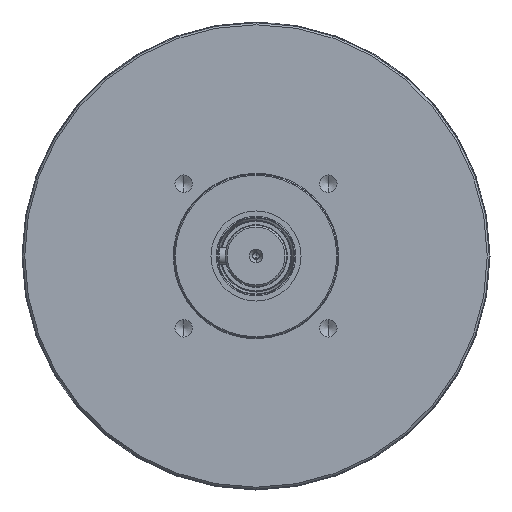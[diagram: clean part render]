
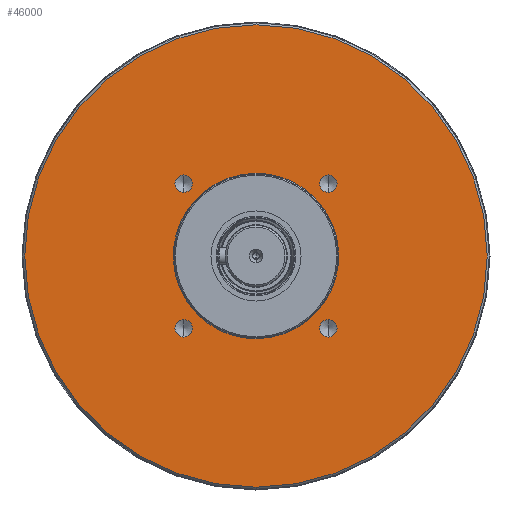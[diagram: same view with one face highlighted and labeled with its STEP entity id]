
A CAD part, left-side view. The second image highlights one B-rep face of the part: STEP entity #46000.
In plain terms, the highlighted planar face has unit normal (-1, 0, 0).
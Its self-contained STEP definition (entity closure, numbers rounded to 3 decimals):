
#545 = VERTEX_POINT ( 'NONE', #35971 ) ;
#615 = CIRCLE ( 'NONE', #28880, 113. ) ;
#631 = DIRECTION ( 'NONE',  ( 0., 0., -1. ) ) ;
#653 = EDGE_CURVE ( 'NONE', #22360, #17119, #13993, .T. ) ;
#1578 = PLANE ( 'NONE',  #22530 ) ;
#1599 = ORIENTED_EDGE ( 'NONE', *, *, #653, .F. ) ;
#1664 = ORIENTED_EDGE ( 'NONE', *, *, #40078, .F. ) ;
#2133 = EDGE_CURVE ( 'NONE', #17119, #22360, #14599, .T. ) ;
#2250 = VERTEX_POINT ( 'NONE', #27339 ) ;
#2282 = CARTESIAN_POINT ( 'NONE',  ( 0., 35.355, -31.105 ) ) ;
#3025 = CARTESIAN_POINT ( 'NONE',  ( 0., -35.355, 35.355 ) ) ;
#3535 = ORIENTED_EDGE ( 'NONE', *, *, #19570, .F. ) ;
#4094 = CARTESIAN_POINT ( 'NONE',  ( 0., 0., 40.4 ) ) ;
#4255 = EDGE_LOOP ( 'NONE', ( #42669, #22379 ) ) ;
#4609 = EDGE_CURVE ( 'NONE', #10536, #9336, #39062, .T. ) ;
#5843 = FACE_BOUND ( 'NONE', #34131, .T. ) ;
#5856 = DIRECTION ( 'NONE',  ( 0., 0., 1. ) ) ;
#5982 = CIRCLE ( 'NONE', #45523, 4.25 ) ;
#6189 = ORIENTED_EDGE ( 'NONE', *, *, #39203, .F. ) ;
#6294 = ORIENTED_EDGE ( 'NONE', *, *, #4609, .F. ) ;
#6334 = FACE_BOUND ( 'NONE', #10814, .T. ) ;
#6608 = CARTESIAN_POINT ( 'NONE',  ( 0., 35.355, 35.355 ) ) ;
#7616 = DIRECTION ( 'NONE',  ( -1., 0., 0. ) ) ;
#7693 = DIRECTION ( 'NONE',  ( 1., 0., 0. ) ) ;
#7959 = VERTEX_POINT ( 'NONE', #43749 ) ;
#7983 = VERTEX_POINT ( 'NONE', #40447 ) ;
#8039 = EDGE_CURVE ( 'NONE', #43794, #7983, #14508, .T. ) ;
#8846 = AXIS2_PLACEMENT_3D ( 'NONE', #3025, #33127, #30071 ) ;
#9138 = DIRECTION ( 'NONE',  ( 0., 0., -1. ) ) ;
#9336 = VERTEX_POINT ( 'NONE', #22541 ) ;
#10536 = VERTEX_POINT ( 'NONE', #4094 ) ;
#10650 = DIRECTION ( 'NONE',  ( -1., 0., 0. ) ) ;
#10814 = EDGE_LOOP ( 'NONE', ( #19563, #6189 ) ) ;
#10912 = DIRECTION ( 'NONE',  ( 0., 0., 1. ) ) ;
#11450 = DIRECTION ( 'NONE',  ( 0., 0., 1. ) ) ;
#12513 = AXIS2_PLACEMENT_3D ( 'NONE', #45328, #25397, #29444 ) ;
#12772 = CIRCLE ( 'NONE', #24906, 4.25 ) ;
#12809 = AXIS2_PLACEMENT_3D ( 'NONE', #29493, #37054, #11450 ) ;
#13103 = CARTESIAN_POINT ( 'NONE',  ( 0., 80.8, 40.4 ) ) ;
#13993 = CIRCLE ( 'NONE', #16426, 4.25 ) ;
#14219 = EDGE_CURVE ( 'NONE', #7983, #43794, #32448, .T. ) ;
#14508 = CIRCLE ( 'NONE', #8846, 4.25 ) ;
#14599 = CIRCLE ( 'NONE', #24323, 4.25 ) ;
#15747 = CARTESIAN_POINT ( 'NONE',  ( 0., -35.355, 31.105 ) ) ;
#16426 = AXIS2_PLACEMENT_3D ( 'NONE', #6608, #10650, #41477 ) ;
#16997 = EDGE_CURVE ( 'NONE', #9336, #10536, #45560, .T. ) ;
#17119 = VERTEX_POINT ( 'NONE', #41836 ) ;
#18343 = CARTESIAN_POINT ( 'NONE',  ( 0., 0., -40.4 ) ) ;
#18593 = ORIENTED_EDGE ( 'NONE', *, *, #16997, .F. ) ;
#19563 = ORIENTED_EDGE ( 'NONE', *, *, #20825, .F. ) ;
#19570 = EDGE_CURVE ( 'NONE', #545, #7959, #34298, .T. ) ;
#19613 = ORIENTED_EDGE ( 'NONE', *, *, #43326, .F. ) ;
#20825 = EDGE_CURVE ( 'NONE', #22532, #37643, #5982, .T. ) ;
#21260 = AXIS2_PLACEMENT_3D ( 'NONE', #34341, #26747, #27509 ) ;
#21273 = DIRECTION ( 'NONE',  ( 1., 0., 0. ) ) ;
#21287 = DIRECTION ( 'NONE',  ( -1., 0., 0. ) ) ;
#22360 = VERTEX_POINT ( 'NONE', #39434 ) ;
#22379 = ORIENTED_EDGE ( 'NONE', *, *, #8039, .F. ) ;
#22530 = AXIS2_PLACEMENT_3D ( 'NONE', #37161, #21273, #9138 ) ;
#22532 = VERTEX_POINT ( 'NONE', #2282 ) ;
#22541 = CARTESIAN_POINT ( 'NONE',  ( 0., 0., -40.4 ) ) ;
#23287 = ORIENTED_EDGE ( 'NONE', *, *, #2133, .F. ) ;
#24323 = AXIS2_PLACEMENT_3D ( 'NONE', #30624, #41485, #10912 ) ;
#24571 = FACE_BOUND ( 'NONE', #4255, .T. ) ;
#24906 = AXIS2_PLACEMENT_3D ( 'NONE', #40474, #33149, #5856 ) ;
#25227 = CARTESIAN_POINT ( 'NONE',  ( 0., 0., 40.4 ) ) ;
#25397 = DIRECTION ( 'NONE',  ( -1., 0., 0. ) ) ;
#25933 = CARTESIAN_POINT ( 'NONE',  ( 0., 0., 40.4 ) ) ;
#26187 = CARTESIAN_POINT ( 'NONE',  ( 0., -80.8, -40.4 ) ) ;
#26747 = DIRECTION ( 'NONE',  ( 1., 0., 0. ) ) ;
#27095 = DIRECTION ( 'NONE',  ( 0., 0., 1. ) ) ;
#27339 = CARTESIAN_POINT ( 'NONE',  ( 0., 0., 113. ) ) ;
#27509 = DIRECTION ( 'NONE',  ( 0., 0., -1. ) ) ;
#27616 = AXIS2_PLACEMENT_3D ( 'NONE', #34176, #7616, #27095 ) ;
#28123 = DIRECTION ( 'NONE',  ( 0., 0., 1. ) ) ;
#28862 = FACE_BOUND ( 'NONE', #28963, .T. ) ;
#28880 = AXIS2_PLACEMENT_3D ( 'NONE', #35251, #7693, #631 ) ;
#28963 = EDGE_LOOP ( 'NONE', ( #1664, #3535 ) ) ;
#29362 = FACE_OUTER_BOUND ( 'NONE', #40652, .T. ) ;
#29444 = DIRECTION ( 'NONE',  ( 0., 0., 1. ) ) ;
#29493 = CARTESIAN_POINT ( 'NONE',  ( 0., -35.355, -35.355 ) ) ;
#29813 = EDGE_CURVE ( 'NONE', #2250, #39073, #31721, .T. ) ;
#30071 = DIRECTION ( 'NONE',  ( 0., 0., 1. ) ) ;
#30624 = CARTESIAN_POINT ( 'NONE',  ( 0., 35.355, 35.355 ) ) ;
#31721 = CIRCLE ( 'NONE', #21260, 113. ) ;
#32390 = FACE_BOUND ( 'NONE', #36081, .T. ) ;
#32448 = CIRCLE ( 'NONE', #27616, 4.25 ) ;
#33127 = DIRECTION ( 'NONE',  ( -1., 0., 0. ) ) ;
#33149 = DIRECTION ( 'NONE',  ( -1., 0., 0. ) ) ;
#33282 = CARTESIAN_POINT ( 'NONE',  ( 0., -80.8, 40.4 ) ) ;
#34131 = EDGE_LOOP ( 'NONE', ( #1599, #23287 ) ) ;
#34176 = CARTESIAN_POINT ( 'NONE',  ( 0., -35.355, 35.355 ) ) ;
#34298 = CIRCLE ( 'NONE', #12513, 4.25 ) ;
#34341 = CARTESIAN_POINT ( 'NONE',  ( 0., 0., 0. ) ) ;
#34596 = CIRCLE ( 'NONE', #12809, 4.25 ) ;
#35251 = CARTESIAN_POINT ( 'NONE',  ( 0., 0., 0. ) ) ;
#35262 = ORIENTED_EDGE ( 'NONE', *, *, #29813, .F. ) ;
#35306 = CARTESIAN_POINT ( 'NONE',  ( 0., 35.355, -39.605 ) ) ;
#35971 = CARTESIAN_POINT ( 'NONE',  ( 0., -35.355, -39.605 ) ) ;
#36081 = EDGE_LOOP ( 'NONE', ( #18593, #6294 ) ) ;
#36194 = CARTESIAN_POINT ( 'NONE',  ( 0., 0., -113. ) ) ;
#37054 = DIRECTION ( 'NONE',  ( -1., 0., 0. ) ) ;
#37161 = CARTESIAN_POINT ( 'NONE',  ( 0., 113., 0. ) ) ;
#37643 = VERTEX_POINT ( 'NONE', #35306 ) ;
#39062 =( BOUNDED_CURVE ( )  B_SPLINE_CURVE ( 3, ( #25227, #13103, #40636, #40132 ),
 .UNSPECIFIED., .F., .T. ) 
 B_SPLINE_CURVE_WITH_KNOTS ( ( 4, 4 ),
 ( 0., 1. ),
 .UNSPECIFIED. ) 
 CURVE ( )  GEOMETRIC_REPRESENTATION_ITEM ( )  RATIONAL_B_SPLINE_CURVE ( ( 1., 0.333, 0.333, 1. ) ) 
 REPRESENTATION_ITEM ( '' )  );
#39073 = VERTEX_POINT ( 'NONE', #36194 ) ;
#39203 = EDGE_CURVE ( 'NONE', #37643, #22532, #12772, .T. ) ;
#39434 = CARTESIAN_POINT ( 'NONE',  ( 0., 35.355, 39.605 ) ) ;
#40078 = EDGE_CURVE ( 'NONE', #7959, #545, #34596, .T. ) ;
#40132 = CARTESIAN_POINT ( 'NONE',  ( 0., 0., -40.4 ) ) ;
#40447 = CARTESIAN_POINT ( 'NONE',  ( 0., -35.355, 39.605 ) ) ;
#40474 = CARTESIAN_POINT ( 'NONE',  ( 0., 35.355, -35.355 ) ) ;
#40636 = CARTESIAN_POINT ( 'NONE',  ( 0., 80.8, -40.4 ) ) ;
#40652 = EDGE_LOOP ( 'NONE', ( #19613, #35262 ) ) ;
#41477 = DIRECTION ( 'NONE',  ( 0., 0., 1. ) ) ;
#41485 = DIRECTION ( 'NONE',  ( -1., 0., 0. ) ) ;
#41836 = CARTESIAN_POINT ( 'NONE',  ( 0., 35.355, 31.105 ) ) ;
#42669 = ORIENTED_EDGE ( 'NONE', *, *, #14219, .F. ) ;
#43326 = EDGE_CURVE ( 'NONE', #39073, #2250, #615, .T. ) ;
#43749 = CARTESIAN_POINT ( 'NONE',  ( 0., -35.355, -31.105 ) ) ;
#43794 = VERTEX_POINT ( 'NONE', #15747 ) ;
#44515 = CARTESIAN_POINT ( 'NONE',  ( 0., 35.355, -35.355 ) ) ;
#45328 = CARTESIAN_POINT ( 'NONE',  ( 0., -35.355, -35.355 ) ) ;
#45523 = AXIS2_PLACEMENT_3D ( 'NONE', #44515, #21287, #28123 ) ;
#45560 =( BOUNDED_CURVE ( )  B_SPLINE_CURVE ( 3, ( #18343, #26187, #33282, #25933 ),
 .UNSPECIFIED., .F., .T. ) 
 B_SPLINE_CURVE_WITH_KNOTS ( ( 4, 4 ),
 ( 0., 1. ),
 .UNSPECIFIED. ) 
 CURVE ( )  GEOMETRIC_REPRESENTATION_ITEM ( )  RATIONAL_B_SPLINE_CURVE ( ( 1., 0.333, 0.333, 1. ) ) 
 REPRESENTATION_ITEM ( '' )  );
#46000 = ADVANCED_FACE ( 'NONE', ( #29362, #32390, #28862, #24571, #5843, #6334 ), #1578, .F. ) ;
